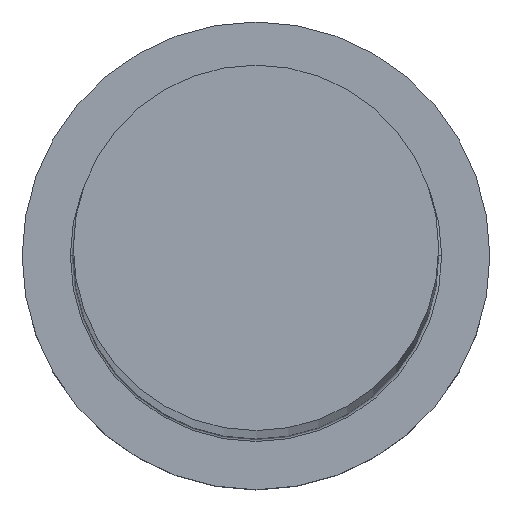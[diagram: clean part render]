
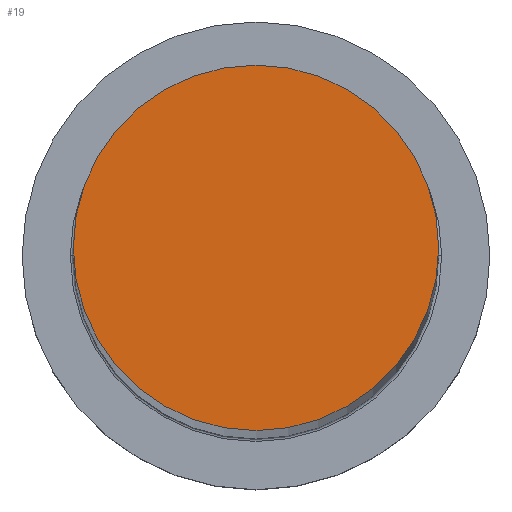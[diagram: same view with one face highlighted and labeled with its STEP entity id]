
A CAD part, top view. The second image highlights one B-rep face of the part: STEP entity #19.
In plain terms, the highlighted planar face has unit normal (0, 0, 1).
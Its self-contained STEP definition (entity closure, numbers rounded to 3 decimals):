
#5 = PLANE ( 'NONE',  #23 ) ;
#12 = CIRCLE ( 'NONE', #133, 12.5 ) ;
#13 = CARTESIAN_POINT ( 'NONE',  ( 0., 0., 325. ) ) ;
#16 = CARTESIAN_POINT ( 'NONE',  ( 0., 0., 325. ) ) ;
#19 = ADVANCED_FACE ( 'NONE', ( #78 ), #5, .T. ) ;
#23 = AXIS2_PLACEMENT_3D ( 'NONE', #253, #270, #72 ) ;
#42 = CIRCLE ( 'NONE', #222, 12.5 ) ;
#60 = DIRECTION ( 'NONE',  ( 0., 0., 1. ) ) ;
#64 = CARTESIAN_POINT ( 'NONE',  ( 12.5, 0., 325. ) ) ;
#72 = DIRECTION ( 'NONE',  ( 1., 0., 0. ) ) ;
#78 = FACE_OUTER_BOUND ( 'NONE', #80, .T. ) ;
#80 = EDGE_LOOP ( 'NONE', ( #155, #216 ) ) ;
#94 = VERTEX_POINT ( 'NONE', #268 ) ;
#133 = AXIS2_PLACEMENT_3D ( 'NONE', #13, #208, #186 ) ;
#135 = DIRECTION ( 'NONE',  ( 1., 0., 0. ) ) ;
#155 = ORIENTED_EDGE ( 'NONE', *, *, #237, .T. ) ;
#173 = VERTEX_POINT ( 'NONE', #64 ) ;
#186 = DIRECTION ( 'NONE',  ( 1., 0., 0. ) ) ;
#202 = EDGE_CURVE ( 'NONE', #173, #94, #42, .T. ) ;
#208 = DIRECTION ( 'NONE',  ( 0., 0., 1. ) ) ;
#216 = ORIENTED_EDGE ( 'NONE', *, *, #202, .T. ) ;
#222 = AXIS2_PLACEMENT_3D ( 'NONE', #16, #60, #135 ) ;
#237 = EDGE_CURVE ( 'NONE', #94, #173, #12, .T. ) ;
#253 = CARTESIAN_POINT ( 'NONE',  ( 0., 0., 325. ) ) ;
#268 = CARTESIAN_POINT ( 'NONE',  ( -12.5, 0., 325. ) ) ;
#270 = DIRECTION ( 'NONE',  ( 0., 0., 1. ) ) ;
